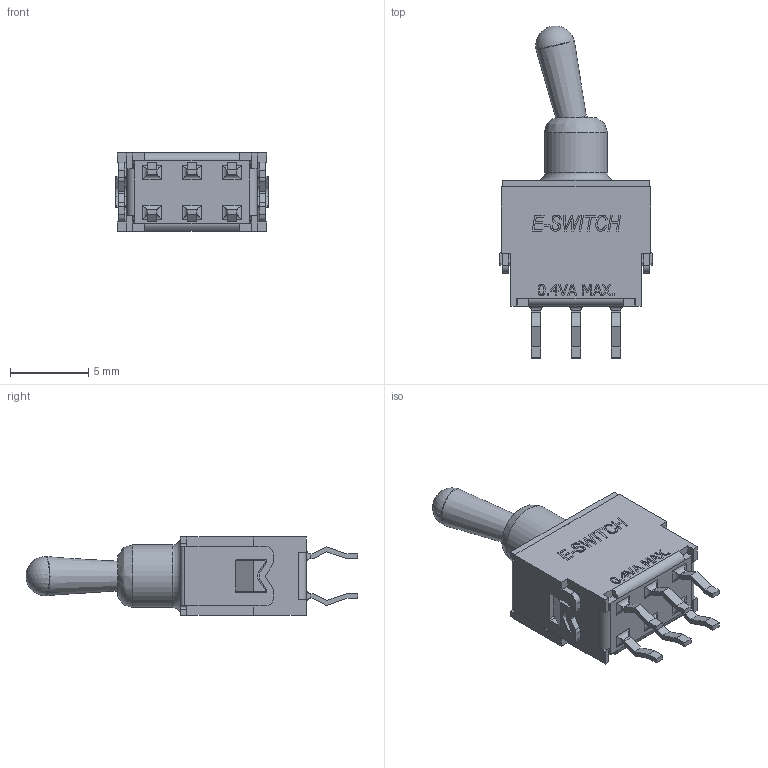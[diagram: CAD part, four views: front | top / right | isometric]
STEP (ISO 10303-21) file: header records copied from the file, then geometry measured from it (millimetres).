
FILE_DESCRIPTION(/* description */ (''),/* implementation_level */ '2;1');
FILE_NAME(/* name */ '200RDPxT1B1M2x.stp',/* time_stamp */ '2025-05-01T10:57:15-05:00',/* author */ ('mroman'),/* organization */ (''),/* preprocessor_version */ 'ST-DEVELOPER v18.1',/* originating_system */ 'Autodesk Inventor 2022',/* authorisation */ '');
FILE_SCHEMA (('AUTOMOTIVE_DESIGN { 1 0 10303 214 3 1 1 }'));
Length unit declared in the file: inch
Products named in the file (1): 200RDPxT1B1M2x
Bounding box: 9.7 x 21.15 x 5.02 mm (x, y, z)
Volume: 380.8 mm3; surface area: 680.3 mm2
Topology: 2 solids, 2 shells, 486 faces, 1308 edges, 847 vertices
Faces by surface type: plane 360, cylinder 73, bspline 45, torus 4, sphere 3, cone 1
Full cylindrical faces by diameter (mm): 2.65 x1, 3.2 x1, 4 x1
Entity records: 15246 total; most frequent: CARTESIAN_POINT 3196, ORIENTED_EDGE 2612, DIRECTION 2258, EDGE_CURVE 1306, LINE 1054, VECTOR 1054, VERTEX_POINT 849, AXIS2_PLACEMENT_3D 602
